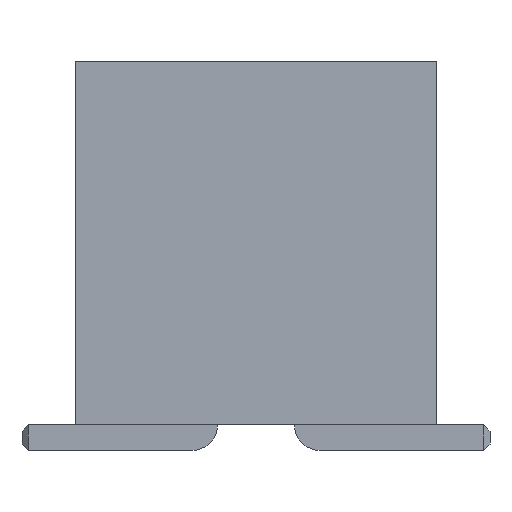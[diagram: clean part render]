
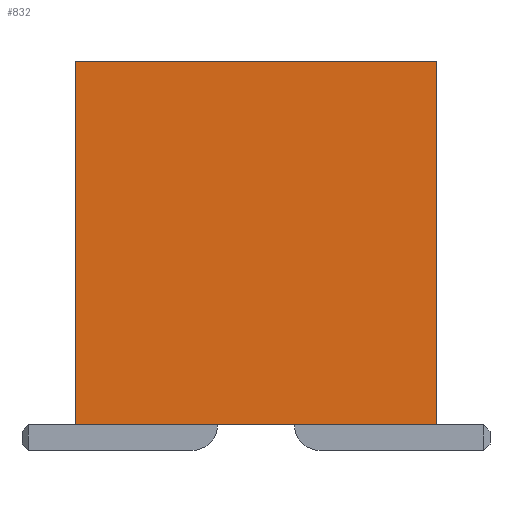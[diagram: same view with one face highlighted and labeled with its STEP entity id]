
A CAD part, front view. The second image highlights one B-rep face of the part: STEP entity #832.
In plain terms, the highlighted planar face has unit normal (0, -1, 0).
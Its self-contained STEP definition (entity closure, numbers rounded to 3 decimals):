
#24 = VERTEX_POINT('',#25);
#25 = CARTESIAN_POINT('',(-4.475,-20.32,9.64));
#31 = EDGE_CURVE('',#24,#32,#34,.T.);
#32 = VERTEX_POINT('',#33);
#33 = CARTESIAN_POINT('',(4.475,-20.32,9.64));
#34 = LINE('',#35,#36);
#35 = CARTESIAN_POINT('',(-4.475,-20.32,9.64));
#36 = VECTOR('',#37,1.);
#37 = DIRECTION('',(1.,0.,0.));
#165 = EDGE_CURVE('',#166,#24,#168,.T.);
#166 = VERTEX_POINT('',#167);
#167 = CARTESIAN_POINT('',(-4.475,-20.32,0.64));
#168 = LINE('',#169,#170);
#169 = CARTESIAN_POINT('',(-4.475,-20.32,0.64));
#170 = VECTOR('',#171,1.);
#171 = DIRECTION('',(0.,0.,1.));
#604 = EDGE_CURVE('',#605,#32,#607,.T.);
#605 = VERTEX_POINT('',#606);
#606 = CARTESIAN_POINT('',(4.475,-20.32,0.64));
#607 = LINE('',#608,#609);
#608 = CARTESIAN_POINT('',(4.475,-20.32,0.64));
#609 = VECTOR('',#610,1.);
#610 = DIRECTION('',(0.,0.,1.));
#832 = ADVANCED_FACE('',(#833),#844,.F.);
#833 = FACE_BOUND('',#834,.T.);
#834 = EDGE_LOOP('',(#835,#836,#842,#843));
#835 = ORIENTED_EDGE('',*,*,#165,.F.);
#836 = ORIENTED_EDGE('',*,*,#837,.T.);
#837 = EDGE_CURVE('',#166,#605,#838,.T.);
#838 = LINE('',#839,#840);
#839 = CARTESIAN_POINT('',(-4.475,-20.32,0.64));
#840 = VECTOR('',#841,1.);
#841 = DIRECTION('',(1.,0.,0.));
#842 = ORIENTED_EDGE('',*,*,#604,.T.);
#843 = ORIENTED_EDGE('',*,*,#31,.F.);
#844 = PLANE('',#845);
#845 = AXIS2_PLACEMENT_3D('',#846,#847,#848);
#846 = CARTESIAN_POINT('',(-4.475,-20.32,0.64));
#847 = DIRECTION('',(0.,1.,0.));
#848 = DIRECTION('',(1.,0.,0.));
